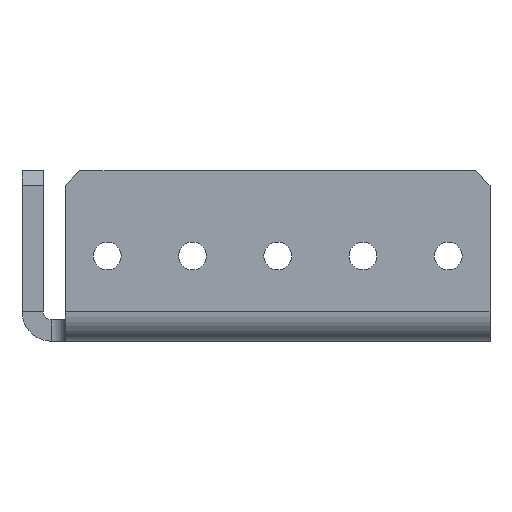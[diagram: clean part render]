
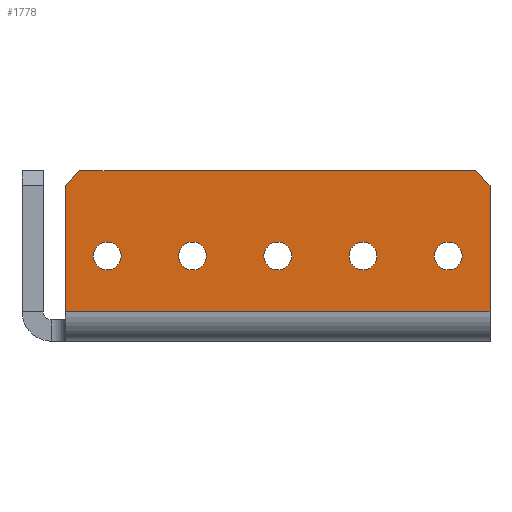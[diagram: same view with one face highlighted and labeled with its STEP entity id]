
A CAD part, front view. The second image highlights one B-rep face of the part: STEP entity #1778.
In plain terms, the highlighted planar face has unit normal (0, -1, 0).
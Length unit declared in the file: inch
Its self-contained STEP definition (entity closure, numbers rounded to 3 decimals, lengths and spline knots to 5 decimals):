
#19 = EDGE_CURVE ( 'NONE', #1517, #2196, #1296, .T. ) ;
#20 = DIRECTION ( 'NONE',  ( 0., -1., 0. ) ) ;
#22 = ORIENTED_EDGE ( 'NONE', *, *, #1856, .F. ) ;
#46 = EDGE_CURVE ( 'NONE', #1059, #232, #1957, .T. ) ;
#75 = DIRECTION ( 'NONE',  ( 0., -1., 0. ) ) ;
#78 = ORIENTED_EDGE ( 'NONE', *, *, #1170, .F. ) ;
#148 = CARTESIAN_POINT ( 'NONE',  ( 0.255, 0., 0.173 ) ) ;
#152 = AXIS2_PLACEMENT_3D ( 'NONE', #1658, #656, #1834 ) ;
#192 = EDGE_CURVE ( 'NONE', #1100, #2154, #329, .T. ) ;
#199 = DIRECTION ( 'NONE',  ( 0., -1., 0. ) ) ;
#232 = VERTEX_POINT ( 'NONE', #1720 ) ;
#255 = VECTOR ( 'NONE', #1567, 39.37008 ) ;
#317 = EDGE_CURVE ( 'NONE', #662, #1059, #1929, .T. ) ;
#329 = CIRCLE ( 'NONE', #2136, 0.0815 ) ;
#380 = FACE_BOUND ( 'NONE', #2188, .T. ) ;
#397 = ORIENTED_EDGE ( 'NONE', *, *, #1074, .F. ) ;
#420 = CARTESIAN_POINT ( 'NONE',  ( 1., 0., 0.5815 ) ) ;
#425 = AXIS2_PLACEMENT_3D ( 'NONE', #1033, #20, #1192 ) ;
#443 = ORIENTED_EDGE ( 'NONE', *, *, #2121, .F. ) ;
#452 = ORIENTED_EDGE ( 'NONE', *, *, #46, .T. ) ;
#479 = ORIENTED_EDGE ( 'NONE', *, *, #1632, .T. ) ;
#484 = AXIS2_PLACEMENT_3D ( 'NONE', #986, #2171, #1148 ) ;
#493 = CARTESIAN_POINT ( 'NONE',  ( 1.5, 0., 0.5815 ) ) ;
#596 = AXIS2_PLACEMENT_3D ( 'NONE', #819, #2008, #993 ) ;
#635 = LINE ( 'NONE', #148, #1982 ) ;
#648 = CARTESIAN_POINT ( 'NONE',  ( 0.5, 0., 0.4185 ) ) ;
#656 = DIRECTION ( 'NONE',  ( 0., -1., 0. ) ) ;
#662 = VERTEX_POINT ( 'NONE', #1911 ) ;
#670 = CARTESIAN_POINT ( 'NONE',  ( 2.5, 0., 0.5815 ) ) ;
#709 = DIRECTION ( 'NONE',  ( 0., -1., 0. ) ) ;
#716 = CARTESIAN_POINT ( 'NONE',  ( 2.745, 0., 0. ) ) ;
#726 = FACE_BOUND ( 'NONE', #871, .T. ) ;
#772 = AXIS2_PLACEMENT_3D ( 'NONE', #1336, #1656, #1833 ) ;
#790 = DIRECTION ( 'NONE',  ( 0., -1., 0. ) ) ;
#814 = EDGE_CURVE ( 'NONE', #2045, #2103, #1713, .T. ) ;
#819 = CARTESIAN_POINT ( 'NONE',  ( 1.5, 0., 0.5 ) ) ;
#830 = AXIS2_PLACEMENT_3D ( 'NONE', #1081, #75, #1246 ) ;
#862 = EDGE_LOOP ( 'NONE', ( #443, #1341 ) ) ;
#871 = EDGE_LOOP ( 'NONE', ( #397, #1748 ) ) ;
#887 = EDGE_CURVE ( 'NONE', #1992, #662, #1153, .T. ) ;
#922 = DIRECTION ( 'NONE',  ( 0., -1., 0. ) ) ;
#928 = DIRECTION ( 'NONE',  ( -0.707, 0., -0.707 ) ) ;
#934 = LINE ( 'NONE', #2147, #1442 ) ;
#945 = AXIS2_PLACEMENT_3D ( 'NONE', #1939, #922, #2107 ) ;
#968 = CIRCLE ( 'NONE', #425, 0.0815 ) ;
#979 = ORIENTED_EDGE ( 'NONE', *, *, #887, .T. ) ;
#986 = CARTESIAN_POINT ( 'NONE',  ( 1., 0., 0.5 ) ) ;
#993 = DIRECTION ( 'NONE',  ( 0., 0., -1. ) ) ;
#999 = PLANE ( 'NONE',  #1831 ) ;
#1005 = CARTESIAN_POINT ( 'NONE',  ( 2., 0., 0.4185 ) ) ;
#1032 = ORIENTED_EDGE ( 'NONE', *, *, #317, .T. ) ;
#1033 = CARTESIAN_POINT ( 'NONE',  ( 1., 0., 0.5 ) ) ;
#1037 = VERTEX_POINT ( 'NONE', #2093 ) ;
#1041 = CIRCLE ( 'NONE', #152, 0.0815 ) ;
#1057 = EDGE_CURVE ( 'NONE', #2154, #1100, #1742, .T. ) ;
#1059 = VERTEX_POINT ( 'NONE', #1930 ) ;
#1074 = EDGE_CURVE ( 'NONE', #2103, #2045, #1281, .T. ) ;
#1081 = CARTESIAN_POINT ( 'NONE',  ( 2.5, 0., 0.5 ) ) ;
#1100 = VERTEX_POINT ( 'NONE', #1947 ) ;
#1115 = CARTESIAN_POINT ( 'NONE',  ( 1., 0., 0.4185 ) ) ;
#1142 = CIRCLE ( 'NONE', #1901, 0.0815 ) ;
#1148 = DIRECTION ( 'NONE',  ( 0., 0., -1. ) ) ;
#1149 = CARTESIAN_POINT ( 'NONE',  ( 0., 0., 1. ) ) ;
#1153 = LINE ( 'NONE', #716, #255 ) ;
#1158 = CARTESIAN_POINT ( 'NONE',  ( 0., 0., 0. ) ) ;
#1165 = FACE_BOUND ( 'NONE', #1645, .T. ) ;
#1170 = EDGE_CURVE ( 'NONE', #1992, #2007, #635, .T. ) ;
#1192 = DIRECTION ( 'NONE',  ( 0., 0., -1. ) ) ;
#1203 = VERTEX_POINT ( 'NONE', #493 ) ;
#1207 = CARTESIAN_POINT ( 'NONE',  ( 2.5, 0., 0.5 ) ) ;
#1246 = DIRECTION ( 'NONE',  ( 0., 0., -1. ) ) ;
#1247 = VERTEX_POINT ( 'NONE', #1792 ) ;
#1253 = ORIENTED_EDGE ( 'NONE', *, *, #2024, .F. ) ;
#1272 = CIRCLE ( 'NONE', #484, 0.0815 ) ;
#1279 = ORIENTED_EDGE ( 'NONE', *, *, #1057, .F. ) ;
#1281 = CIRCLE ( 'NONE', #945, 0.0815 ) ;
#1283 = EDGE_LOOP ( 'NONE', ( #452, #1348, #479, #78, #979, #1032 ) ) ;
#1296 = CIRCLE ( 'NONE', #772, 0.0815 ) ;
#1302 = VECTOR ( 'NONE', #928, 39.37008 ) ;
#1307 = ORIENTED_EDGE ( 'NONE', *, *, #1722, .F. ) ;
#1324 = AXIS2_PLACEMENT_3D ( 'NONE', #1715, #709, #1890 ) ;
#1335 = DIRECTION ( 'NONE',  ( 0., 0., 1. ) ) ;
#1336 = CARTESIAN_POINT ( 'NONE',  ( 2., 0., 0.5 ) ) ;
#1341 = ORIENTED_EDGE ( 'NONE', *, *, #19, .F. ) ;
#1348 = ORIENTED_EDGE ( 'NONE', *, *, #1914, .T. ) ;
#1384 = DIRECTION ( 'NONE',  ( 0., 0., -1. ) ) ;
#1413 = CARTESIAN_POINT ( 'NONE',  ( 2.66, 0., 1. ) ) ;
#1425 = VECTOR ( 'NONE', #2184, 39.37008 ) ;
#1442 = VECTOR ( 'NONE', #1470, 39.37008 ) ;
#1467 = CARTESIAN_POINT ( 'NONE',  ( 0.255, 0., 0.173 ) ) ;
#1470 = DIRECTION ( 'NONE',  ( 0., 0., -1. ) ) ;
#1503 = DIRECTION ( 'NONE',  ( -1., 0., 0. ) ) ;
#1510 = VECTOR ( 'NONE', #1503, 39.37008 ) ;
#1513 = DIRECTION ( 'NONE',  ( -1., 0., 0. ) ) ;
#1517 = VERTEX_POINT ( 'NONE', #1767 ) ;
#1567 = DIRECTION ( 'NONE',  ( 0., 0., 1. ) ) ;
#1574 = FACE_OUTER_BOUND ( 'NONE', #1283, .T. ) ;
#1622 = FACE_BOUND ( 'NONE', #2177, .T. ) ;
#1632 = EDGE_CURVE ( 'NONE', #1247, #2007, #934, .T. ) ;
#1645 = EDGE_LOOP ( 'NONE', ( #1653, #1253 ) ) ;
#1653 = ORIENTED_EDGE ( 'NONE', *, *, #1736, .F. ) ;
#1656 = DIRECTION ( 'NONE',  ( 0., -1., 0. ) ) ;
#1658 = CARTESIAN_POINT ( 'NONE',  ( 2., 0., 0.5 ) ) ;
#1672 = CIRCLE ( 'NONE', #596, 0.0815 ) ;
#1681 = ORIENTED_EDGE ( 'NONE', *, *, #192, .F. ) ;
#1713 = CIRCLE ( 'NONE', #1324, 0.0815 ) ;
#1715 = CARTESIAN_POINT ( 'NONE',  ( 0.5, 0., 0.5 ) ) ;
#1720 = CARTESIAN_POINT ( 'NONE',  ( 0.34, 0., 1. ) ) ;
#1722 = EDGE_CURVE ( 'NONE', #2023, #1907, #1272, .T. ) ;
#1736 = EDGE_CURVE ( 'NONE', #1037, #1203, #1672, .T. ) ;
#1742 = CIRCLE ( 'NONE', #830, 0.0815 ) ;
#1748 = ORIENTED_EDGE ( 'NONE', *, *, #814, .F. ) ;
#1763 = LINE ( 'NONE', #1949, #1302 ) ;
#1767 = CARTESIAN_POINT ( 'NONE',  ( 2., 0., 0.5815 ) ) ;
#1778 = ADVANCED_FACE ( 'NONE', ( #1622, #2029, #1165, #380, #726, #1574 ), #999, .F. ) ;
#1792 = CARTESIAN_POINT ( 'NONE',  ( 0.255, 0., 0.915 ) ) ;
#1813 = CARTESIAN_POINT ( 'NONE',  ( 1.5, 0., 0.5 ) ) ;
#1831 = AXIS2_PLACEMENT_3D ( 'NONE', #1158, #1838, #1335 ) ;
#1833 = DIRECTION ( 'NONE',  ( 0., 0., -1. ) ) ;
#1834 = DIRECTION ( 'NONE',  ( 0., 0., -1. ) ) ;
#1838 = DIRECTION ( 'NONE',  ( 0., 1., 0. ) ) ;
#1856 = EDGE_CURVE ( 'NONE', #1907, #2023, #968, .T. ) ;
#1890 = DIRECTION ( 'NONE',  ( 0., 0., -1. ) ) ;
#1901 = AXIS2_PLACEMENT_3D ( 'NONE', #1813, #790, #1983 ) ;
#1907 = VERTEX_POINT ( 'NONE', #420 ) ;
#1911 = CARTESIAN_POINT ( 'NONE',  ( 2.745, 0., 0.915 ) ) ;
#1914 = EDGE_CURVE ( 'NONE', #232, #1247, #1763, .T. ) ;
#1929 = LINE ( 'NONE', #1413, #1425 ) ;
#1930 = CARTESIAN_POINT ( 'NONE',  ( 2.66, 0., 1. ) ) ;
#1939 = CARTESIAN_POINT ( 'NONE',  ( 0.5, 0., 0.5 ) ) ;
#1947 = CARTESIAN_POINT ( 'NONE',  ( 2.5, 0., 0.4185 ) ) ;
#1949 = CARTESIAN_POINT ( 'NONE',  ( 0.255, 0., 0.915 ) ) ;
#1957 = LINE ( 'NONE', #1149, #1510 ) ;
#1982 = VECTOR ( 'NONE', #1513, 39.37008 ) ;
#1983 = DIRECTION ( 'NONE',  ( 0., 0., -1. ) ) ;
#1992 = VERTEX_POINT ( 'NONE', #2134 ) ;
#2007 = VERTEX_POINT ( 'NONE', #1467 ) ;
#2008 = DIRECTION ( 'NONE',  ( 0., -1., 0. ) ) ;
#2023 = VERTEX_POINT ( 'NONE', #1115 ) ;
#2024 = EDGE_CURVE ( 'NONE', #1203, #1037, #1142, .T. ) ;
#2029 = FACE_BOUND ( 'NONE', #862, .T. ) ;
#2045 = VERTEX_POINT ( 'NONE', #2152 ) ;
#2093 = CARTESIAN_POINT ( 'NONE',  ( 1.5, 0., 0.4185 ) ) ;
#2103 = VERTEX_POINT ( 'NONE', #648 ) ;
#2107 = DIRECTION ( 'NONE',  ( 0., 0., -1. ) ) ;
#2121 = EDGE_CURVE ( 'NONE', #2196, #1517, #1041, .T. ) ;
#2134 = CARTESIAN_POINT ( 'NONE',  ( 2.745, 0., 0.173 ) ) ;
#2136 = AXIS2_PLACEMENT_3D ( 'NONE', #1207, #199, #1384 ) ;
#2147 = CARTESIAN_POINT ( 'NONE',  ( 0.255, 0., 0.192 ) ) ;
#2152 = CARTESIAN_POINT ( 'NONE',  ( 0.5, 0., 0.5815 ) ) ;
#2154 = VERTEX_POINT ( 'NONE', #670 ) ;
#2171 = DIRECTION ( 'NONE',  ( 0., -1., 0. ) ) ;
#2177 = EDGE_LOOP ( 'NONE', ( #1681, #1279 ) ) ;
#2184 = DIRECTION ( 'NONE',  ( -0.707, 0., 0.707 ) ) ;
#2188 = EDGE_LOOP ( 'NONE', ( #1307, #22 ) ) ;
#2196 = VERTEX_POINT ( 'NONE', #1005 ) ;
